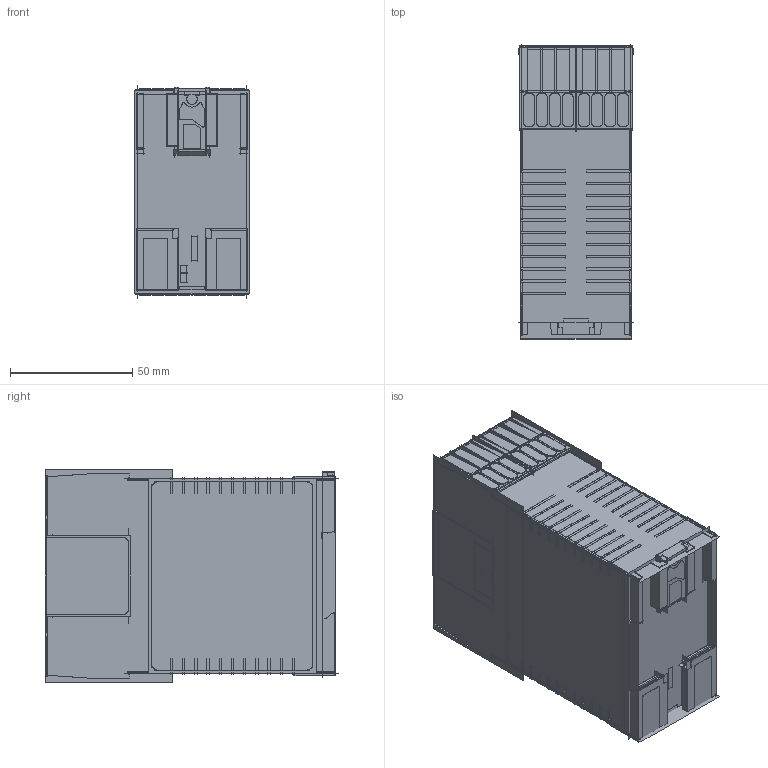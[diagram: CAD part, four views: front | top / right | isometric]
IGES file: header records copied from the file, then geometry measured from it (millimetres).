
Start section:  PTC IGES file: 192603_sm01.igs
Global section: file name: 192603_sm01.igs; native system: Creo Parametric by PTC Inc.; preprocessor: 2019292; author: PDMAdmin; organization: Unknown; date: 20220420.133745; units: millimetre
Bounding box: 46.8 x 120.29 x 87.11 mm (x, y, z)
Volume: 357625.2 mm3; surface area: 319322.3 mm2
Topology: 1 solids, 1 shells, 3566 faces, 18072 edges, 22202 vertices
Faces by surface type: bspline 2752, revolution 814
